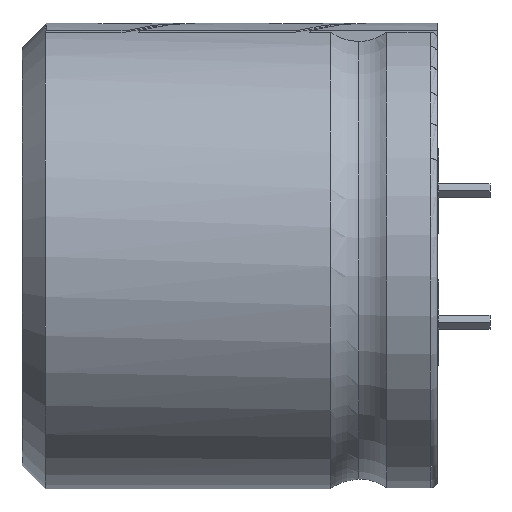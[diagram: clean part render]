
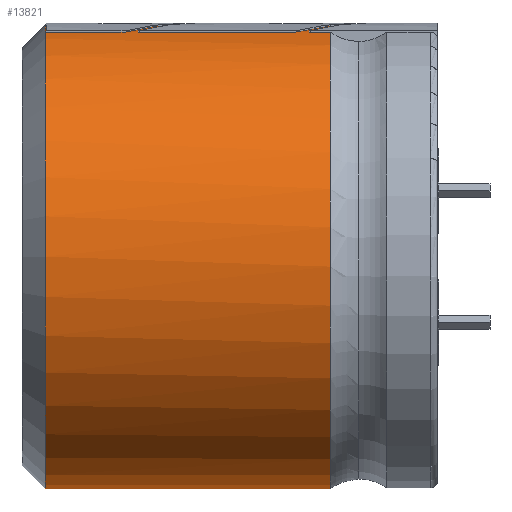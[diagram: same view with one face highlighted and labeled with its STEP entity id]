
A CAD part, left-side view. The second image highlights one B-rep face of the part: STEP entity #13821.
In plain terms, the highlighted cylindrical face has radius 17.65 mm (diameter 35.3 mm), a partial arc.
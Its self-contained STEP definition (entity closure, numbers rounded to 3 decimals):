
#67 = EDGE_CURVE ( 'NONE', #5115, #8609, #4162, .T. ) ;
#254 = CARTESIAN_POINT ( 'NONE',  ( 0., 32.893, -17.65 ) ) ;
#485 = CARTESIAN_POINT ( 'NONE',  ( -3.004, 16.228, 17.458 ) ) ;
#552 = CARTESIAN_POINT ( 'NONE',  ( -4.463, 24.687, 17.077 ) ) ;
#893 = CARTESIAN_POINT ( 'NONE',  ( -4.463, 18.687, 17.077 ) ) ;
#950 = VERTEX_POINT ( 'NONE', #4020 ) ;
#954 = EDGE_CURVE ( 'NONE', #5452, #6994, #1387, .T. ) ;
#1202 = VERTEX_POINT ( 'NONE', #4758 ) ;
#1336 = CARTESIAN_POINT ( 'NONE',  ( -1.851, 3.075, 17.553 ) ) ;
#1387 = CIRCLE ( 'NONE', #12011, 17.65 ) ;
#1564 = DIRECTION ( 'NONE',  ( 0., 1., 0. ) ) ;
#1608 = EDGE_CURVE ( 'NONE', #8758, #950, #8491, .T. ) ;
#1739 = VECTOR ( 'NONE', #10136, 1000. ) ;
#1747 = LINE ( 'NONE', #11397, #11376 ) ;
#1755 = VERTEX_POINT ( 'NONE', #7483 ) ;
#1889 = AXIS2_PLACEMENT_3D ( 'NONE', #3763, #4939, #8579 ) ;
#1913 = ORIENTED_EDGE ( 'NONE', *, *, #3427, .F. ) ;
#2124 = VECTOR ( 'NONE', #12209, 1000. ) ;
#2320 = ORIENTED_EDGE ( 'NONE', *, *, #10967, .T. ) ;
#2338 = DIRECTION ( 'NONE',  ( 0., 1., 0. ) ) ;
#2385 = CARTESIAN_POINT ( 'NONE',  ( -4.463, 17.687, 17.077 ) ) ;
#2426 = EDGE_CURVE ( 'NONE', #12002, #1755, #11061, .T. ) ;
#2474 = ORIENTED_EDGE ( 'NONE', *, *, #1608, .F. ) ;
#2540 = DIRECTION ( 'NONE',  ( 0., 1., 0. ) ) ;
#2545 = LINE ( 'NONE', #254, #2124 ) ;
#2769 = CARTESIAN_POINT ( 'NONE',  ( -4.463, 17.687, 17.077 ) ) ;
#2778 = AXIS2_PLACEMENT_3D ( 'NONE', #3993, #1564, #8659 ) ;
#2787 = ORIENTED_EDGE ( 'NONE', *, *, #12737, .T. ) ;
#2842 = ORIENTED_EDGE ( 'NONE', *, *, #67, .T. ) ;
#2918 = DIRECTION ( 'NONE',  ( 0., 0., 1. ) ) ;
#2972 = VERTEX_POINT ( 'NONE', #12427 ) ;
#3299 = DIRECTION ( 'NONE',  ( 0., 1., 0. ) ) ;
#3380 = VERTEX_POINT ( 'NONE', #2385 ) ;
#3427 = EDGE_CURVE ( 'NONE', #5452, #8758, #2545, .T. ) ;
#3458 = AXIS2_PLACEMENT_3D ( 'NONE', #11850, #2338, #5815 ) ;
#3555 = ORIENTED_EDGE ( 'NONE', *, *, #11774, .T. ) ;
#3763 = CARTESIAN_POINT ( 'NONE',  ( 0., 3.075, 0. ) ) ;
#3801 = ORIENTED_EDGE ( 'NONE', *, *, #9986, .T. ) ;
#3840 = VECTOR ( 'NONE', #3299, 1000. ) ;
#3931 = CARTESIAN_POINT ( 'NONE',  ( 0., 32.893, 17.65 ) ) ;
#3944 = DIRECTION ( 'NONE',  ( 0., 0., -1. ) ) ;
#3993 = CARTESIAN_POINT ( 'NONE',  ( 0., 32.893, 0. ) ) ;
#4020 = CARTESIAN_POINT ( 'NONE',  ( 0., 24.758, 17.65 ) ) ;
#4162 = CIRCLE ( 'NONE', #1889, 17.65 ) ;
#4280 = CARTESIAN_POINT ( 'NONE',  ( 0., 24.687, 0. ) ) ;
#4470 = CARTESIAN_POINT ( 'NONE',  ( -4.463, 3.075, 17.077 ) ) ;
#4576 = CARTESIAN_POINT ( 'NONE',  ( -1.851, 3.075, 17.553 ) ) ;
#4648 = EDGE_CURVE ( 'NONE', #14492, #1202, #14984, .T. ) ;
#4713 = CARTESIAN_POINT ( 'NONE',  ( -4.463, 32.893, 17.077 ) ) ;
#4758 = CARTESIAN_POINT ( 'NONE',  ( -4.463, 18.687, 17.077 ) ) ;
#4939 = DIRECTION ( 'NONE',  ( 0., 1., 0. ) ) ;
#4940 = CARTESIAN_POINT ( 'NONE',  ( -4.463, 5.687, 17.077 ) ) ;
#5115 = VERTEX_POINT ( 'NONE', #12645 ) ;
#5321 = CARTESIAN_POINT ( 'NONE',  ( 0., 32.893, 17.65 ) ) ;
#5452 = VERTEX_POINT ( 'NONE', #10655 ) ;
#5513 = CARTESIAN_POINT ( 'NONE',  ( 0., 3.075, 0. ) ) ;
#5660 =( BOUNDED_CURVE ( )  B_SPLINE_CURVE ( 3, ( #1336, #6212, #6134, #4940 ),
 .UNSPECIFIED., .F., .T. ) 
 B_SPLINE_CURVE_WITH_KNOTS ( ( 4, 4 ),
 ( 4.817, 4.968 ),
 .UNSPECIFIED. ) 
 CURVE ( )  GEOMETRIC_REPRESENTATION_ITEM ( )  RATIONAL_B_SPLINE_CURVE ( ( 1., 0.998, 0.998, 1. ) ) 
 REPRESENTATION_ITEM ( '' )  );
#5761 = AXIS2_PLACEMENT_3D ( 'NONE', #4280, #6657, #3944 ) ;
#5815 = DIRECTION ( 'NONE',  ( 0., 0., 1. ) ) ;
#5888 = LINE ( 'NONE', #4713, #3840 ) ;
#6134 = CARTESIAN_POINT ( 'NONE',  ( -3.605, 4.829, 17.301 ) ) ;
#6212 = CARTESIAN_POINT ( 'NONE',  ( -2.733, 3.957, 17.46 ) ) ;
#6228 = CARTESIAN_POINT ( 'NONE',  ( -4.463, 4.687, 17.077 ) ) ;
#6393 = DIRECTION ( 'NONE',  ( 0., 1., 0. ) ) ;
#6581 = ORIENTED_EDGE ( 'NONE', *, *, #4648, .T. ) ;
#6657 = DIRECTION ( 'NONE',  ( 0., 1., 0. ) ) ;
#6994 = VERTEX_POINT ( 'NONE', #4470 ) ;
#7180 = VECTOR ( 'NONE', #8764, 1000. ) ;
#7483 = CARTESIAN_POINT ( 'NONE',  ( 0., 24.687, 17.65 ) ) ;
#7576 = CYLINDRICAL_SURFACE ( 'NONE', #2778, 17.65 ) ;
#7588 = ORIENTED_EDGE ( 'NONE', *, *, #9688, .T. ) ;
#7883 = VERTEX_POINT ( 'NONE', #6228 ) ;
#8139 = CARTESIAN_POINT ( 'NONE',  ( 0., 14.224, 17.65 ) ) ;
#8187 = CARTESIAN_POINT ( 'NONE',  ( -4.463, 4.687, 17.077 ) ) ;
#8491 = CIRCLE ( 'NONE', #3458, 17.65 ) ;
#8579 = DIRECTION ( 'NONE',  ( 0., 0., 1. ) ) ;
#8593 = CARTESIAN_POINT ( 'NONE',  ( 0., 24.758, -17.65 ) ) ;
#8609 = VERTEX_POINT ( 'NONE', #4576 ) ;
#8659 = DIRECTION ( 'NONE',  ( 0., 0., 1. ) ) ;
#8748 = VERTEX_POINT ( 'NONE', #12028 ) ;
#8758 = VERTEX_POINT ( 'NONE', #8593 ) ;
#8764 = DIRECTION ( 'NONE',  ( 0., 1., 0. ) ) ;
#8851 = CARTESIAN_POINT ( 'NONE',  ( -1.508, 14.732, 17.65 ) ) ;
#9463 = CARTESIAN_POINT ( 'NONE',  ( -3.393, 3.618, 17.329 ) ) ;
#9688 = EDGE_CURVE ( 'NONE', #2972, #14492, #15135, .T. ) ;
#9817 = ORIENTED_EDGE ( 'NONE', *, *, #954, .T. ) ;
#9946 = LINE ( 'NONE', #3931, #7180 ) ;
#9986 = EDGE_CURVE ( 'NONE', #6994, #7883, #10980, .T. ) ;
#10136 = DIRECTION ( 'NONE',  ( 0., 1., 0. ) ) ;
#10655 = CARTESIAN_POINT ( 'NONE',  ( 0., 3.075, -17.65 ) ) ;
#10671 = ORIENTED_EDGE ( 'NONE', *, *, #13940, .T. ) ;
#10967 = EDGE_CURVE ( 'NONE', #8609, #8748, #5660, .T. ) ;
#10980 = LINE ( 'NONE', #13322, #12813 ) ;
#11061 = CIRCLE ( 'NONE', #5761, 17.65 ) ;
#11152 = DIRECTION ( 'NONE',  ( 0., 1., 0. ) ) ;
#11376 = VECTOR ( 'NONE', #11152, 1000. ) ;
#11397 = CARTESIAN_POINT ( 'NONE',  ( -4.463, 32.893, 17.077 ) ) ;
#11710 = CARTESIAN_POINT ( 'NONE',  ( -1.508, 15.732, 17.65 ) ) ;
#11774 = EDGE_CURVE ( 'NONE', #3380, #2972, #12067, .T. ) ;
#11789 = CARTESIAN_POINT ( 'NONE',  ( -3.004, 17.228, 17.458 ) ) ;
#11850 = CARTESIAN_POINT ( 'NONE',  ( 0., 24.758, 0. ) ) ;
#11930 = ORIENTED_EDGE ( 'NONE', *, *, #2426, .T. ) ;
#12002 = VERTEX_POINT ( 'NONE', #552 ) ;
#12011 = AXIS2_PLACEMENT_3D ( 'NONE', #5513, #6393, #2918 ) ;
#12028 = CARTESIAN_POINT ( 'NONE',  ( -4.463, 5.687, 17.077 ) ) ;
#12067 =( BOUNDED_CURVE ( )  B_SPLINE_CURVE ( 3, ( #2769, #485, #8851, #13631 ),
 .UNSPECIFIED., .F., .F. ) 
 B_SPLINE_CURVE_WITH_KNOTS ( ( 4, 4 ),
 ( 1.315, 1.571 ),
 .UNSPECIFIED. ) 
 CURVE ( )  GEOMETRIC_REPRESENTATION_ITEM ( )  RATIONAL_B_SPLINE_CURVE ( ( 1., 0.995, 0.995, 1. ) ) 
 REPRESENTATION_ITEM ( '' )  );
#12109 = EDGE_CURVE ( 'NONE', #8748, #3380, #5888, .T. ) ;
#12209 = DIRECTION ( 'NONE',  ( 0., 1., 0. ) ) ;
#12427 = CARTESIAN_POINT ( 'NONE',  ( 0., 13.224, 17.65 ) ) ;
#12585 = FACE_OUTER_BOUND ( 'NONE', #15299, .T. ) ;
#12626 = ORIENTED_EDGE ( 'NONE', *, *, #12109, .T. ) ;
#12645 = CARTESIAN_POINT ( 'NONE',  ( -2.851, 3.075, 17.418 ) ) ;
#12737 = EDGE_CURVE ( 'NONE', #1755, #950, #9946, .T. ) ;
#12784 = CARTESIAN_POINT ( 'NONE',  ( 0., 14.224, 17.65 ) ) ;
#12813 = VECTOR ( 'NONE', #2540, 1000. ) ;
#13278 = CARTESIAN_POINT ( 'NONE',  ( -3.931, 4.155, 17.215 ) ) ;
#13322 = CARTESIAN_POINT ( 'NONE',  ( -4.463, 32.893, 17.077 ) ) ;
#13631 = CARTESIAN_POINT ( 'NONE',  ( 0., 13.224, 17.65 ) ) ;
#13792 =( BOUNDED_CURVE ( )  B_SPLINE_CURVE ( 3, ( #8187, #13278, #9463, #15496 ),
 .UNSPECIFIED., .F., .F. ) 
 B_SPLINE_CURVE_WITH_KNOTS ( ( 4, 4 ),
 ( 1.315, 1.409 ),
 .UNSPECIFIED. ) 
 CURVE ( )  GEOMETRIC_REPRESENTATION_ITEM ( )  RATIONAL_B_SPLINE_CURVE ( ( 1., 0.999, 0.999, 1. ) ) 
 REPRESENTATION_ITEM ( '' )  );
#13821 = ADVANCED_FACE ( 'NONE', ( #12585 ), #7576, .T. ) ;
#13940 = EDGE_CURVE ( 'NONE', #7883, #5115, #13792, .T. ) ;
#14492 = VERTEX_POINT ( 'NONE', #12784 ) ;
#14841 = ORIENTED_EDGE ( 'NONE', *, *, #15232, .T. ) ;
#14984 =( BOUNDED_CURVE ( )  B_SPLINE_CURVE ( 3, ( #8139, #11710, #11789, #893 ),
 .UNSPECIFIED., .F., .T. ) 
 B_SPLINE_CURVE_WITH_KNOTS ( ( 4, 4 ),
 ( 4.712, 4.968 ),
 .UNSPECIFIED. ) 
 CURVE ( )  GEOMETRIC_REPRESENTATION_ITEM ( )  RATIONAL_B_SPLINE_CURVE ( ( 1., 0.995, 0.995, 1. ) ) 
 REPRESENTATION_ITEM ( '' )  );
#15135 = LINE ( 'NONE', #5321, #1739 ) ;
#15232 = EDGE_CURVE ( 'NONE', #1202, #12002, #1747, .T. ) ;
#15299 = EDGE_LOOP ( 'NONE', ( #1913, #9817, #3801, #10671, #2842, #2320, #12626, #3555, #7588, #6581, #14841, #11930, #2787, #2474 ) ) ;
#15496 = CARTESIAN_POINT ( 'NONE',  ( -2.851, 3.075, 17.418 ) ) ;
